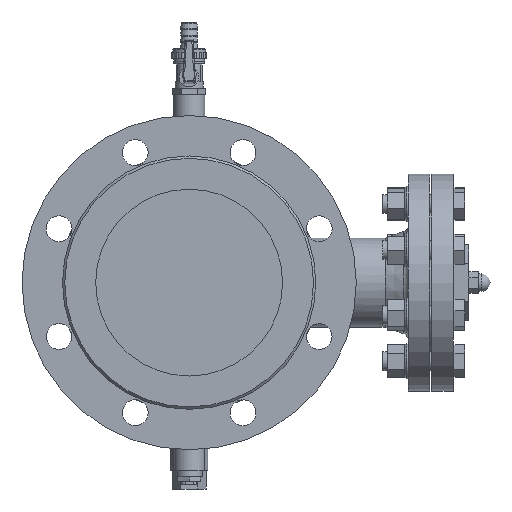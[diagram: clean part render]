
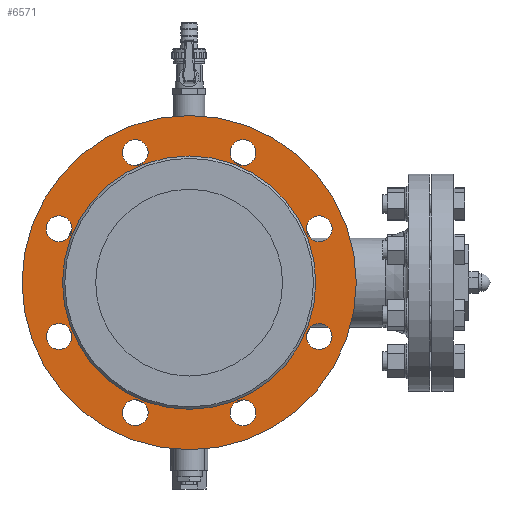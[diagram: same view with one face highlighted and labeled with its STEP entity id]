
A CAD part, left-side view. The second image highlights one B-rep face of the part: STEP entity #6571.
In plain terms, the highlighted planar face has unit normal (-1, 0, 0).
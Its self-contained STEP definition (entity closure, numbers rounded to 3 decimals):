
#275=FACE_BOUND('',#1046,.T.);
#276=FACE_BOUND('',#1047,.T.);
#277=FACE_BOUND('',#1048,.T.);
#278=FACE_BOUND('',#1049,.T.);
#279=FACE_BOUND('',#1050,.T.);
#280=FACE_BOUND('',#1051,.T.);
#281=FACE_BOUND('',#1052,.T.);
#282=FACE_BOUND('',#1053,.T.);
#283=FACE_BOUND('',#1054,.T.);
#525=FACE_OUTER_BOUND('',#1045,.T.);
#1045=EDGE_LOOP('',(#4692));
#1046=EDGE_LOOP('',(#4693));
#1047=EDGE_LOOP('',(#4694));
#1048=EDGE_LOOP('',(#4695));
#1049=EDGE_LOOP('',(#4696));
#1050=EDGE_LOOP('',(#4697));
#1051=EDGE_LOOP('',(#4698));
#1052=EDGE_LOOP('',(#4699));
#1053=EDGE_LOOP('',(#4700));
#1054=EDGE_LOOP('',(#4701));
#1658=CIRCLE('',#7047,11.);
#1659=CIRCLE('',#7049,11.);
#1660=CIRCLE('',#7051,11.);
#1661=CIRCLE('',#7053,11.);
#1662=CIRCLE('',#7055,11.);
#1663=CIRCLE('',#7057,11.);
#1664=CIRCLE('',#7059,11.);
#1665=CIRCLE('',#7061,11.);
#1666=CIRCLE('',#7063,142.5);
#1685=CIRCLE('',#7108,108.);
#3032=VERTEX_POINT('',#10631);
#3033=VERTEX_POINT('',#10634);
#3034=VERTEX_POINT('',#10637);
#3035=VERTEX_POINT('',#10640);
#3036=VERTEX_POINT('',#10643);
#3037=VERTEX_POINT('',#10646);
#3038=VERTEX_POINT('',#10649);
#3039=VERTEX_POINT('',#10652);
#3040=VERTEX_POINT('',#10655);
#3065=VERTEX_POINT('',#10737);
#3685=EDGE_CURVE('',#3032,#3032,#1658,.T.);
#3686=EDGE_CURVE('',#3033,#3033,#1659,.T.);
#3687=EDGE_CURVE('',#3034,#3034,#1660,.T.);
#3688=EDGE_CURVE('',#3035,#3035,#1661,.T.);
#3689=EDGE_CURVE('',#3036,#3036,#1662,.T.);
#3690=EDGE_CURVE('',#3037,#3037,#1663,.T.);
#3691=EDGE_CURVE('',#3038,#3038,#1664,.T.);
#3692=EDGE_CURVE('',#3039,#3039,#1665,.T.);
#3693=EDGE_CURVE('',#3040,#3040,#1666,.T.);
#3724=EDGE_CURVE('',#3065,#3065,#1685,.T.);
#4692=ORIENTED_EDGE('',*,*,#3693,.F.);
#4693=ORIENTED_EDGE('',*,*,#3685,.T.);
#4694=ORIENTED_EDGE('',*,*,#3686,.T.);
#4695=ORIENTED_EDGE('',*,*,#3687,.T.);
#4696=ORIENTED_EDGE('',*,*,#3688,.T.);
#4697=ORIENTED_EDGE('',*,*,#3689,.T.);
#4698=ORIENTED_EDGE('',*,*,#3690,.T.);
#4699=ORIENTED_EDGE('',*,*,#3691,.T.);
#4700=ORIENTED_EDGE('',*,*,#3692,.T.);
#4701=ORIENTED_EDGE('',*,*,#3724,.T.);
#6248=PLANE('',#7107);
#6571=ADVANCED_FACE('',(#525,#275,#276,#277,#278,#279,#280,#281,#282,#283),
#6248,.T.);
#7047=AXIS2_PLACEMENT_3D('',#10632,#7990,#7991);
#7049=AXIS2_PLACEMENT_3D('',#10635,#7994,#7995);
#7051=AXIS2_PLACEMENT_3D('',#10638,#7998,#7999);
#7053=AXIS2_PLACEMENT_3D('',#10641,#8002,#8003);
#7055=AXIS2_PLACEMENT_3D('',#10644,#8006,#8007);
#7057=AXIS2_PLACEMENT_3D('',#10647,#8010,#8011);
#7059=AXIS2_PLACEMENT_3D('',#10650,#8014,#8015);
#7061=AXIS2_PLACEMENT_3D('',#10653,#8018,#8019);
#7063=AXIS2_PLACEMENT_3D('',#10656,#8022,#8023);
#7107=AXIS2_PLACEMENT_3D('',#10736,#8122,#8123);
#7108=AXIS2_PLACEMENT_3D('',#10738,#8124,#8125);
#7990=DIRECTION('center_axis',(1.,0.,0.));
#7991=DIRECTION('ref_axis',(0.,0.707,-0.707));
#7994=DIRECTION('center_axis',(1.,0.,0.));
#7995=DIRECTION('ref_axis',(0.,0.,-1.));
#7998=DIRECTION('center_axis',(1.,0.,0.));
#7999=DIRECTION('ref_axis',(0.,-0.707,-0.707));
#8002=DIRECTION('center_axis',(1.,0.,0.));
#8003=DIRECTION('ref_axis',(0.,-1.,0.));
#8006=DIRECTION('center_axis',(1.,0.,0.));
#8007=DIRECTION('ref_axis',(0.,-0.707,0.707));
#8010=DIRECTION('center_axis',(1.,0.,0.));
#8011=DIRECTION('ref_axis',(0.,0.,1.));
#8014=DIRECTION('center_axis',(1.,0.,0.));
#8015=DIRECTION('ref_axis',(0.,0.707,0.707));
#8018=DIRECTION('center_axis',(1.,0.,0.));
#8019=DIRECTION('ref_axis',(0.,1.,0.));
#8022=DIRECTION('center_axis',(1.,0.,0.));
#8023=DIRECTION('ref_axis',(0.,1.,0.));
#8122=DIRECTION('center_axis',(-1.,0.,0.));
#8123=DIRECTION('ref_axis',(0.,-1.,0.));
#8124=DIRECTION('center_axis',(1.,0.,0.));
#8125=DIRECTION('ref_axis',(0.,1.,0.));
#10631=CARTESIAN_POINT('',(2.,103.087,-38.144));
#10632=CARTESIAN_POINT('Origin',(2.,110.866,-45.922));
#10634=CARTESIAN_POINT('',(2.,45.922,-99.866));
#10635=CARTESIAN_POINT('Origin',(2.,45.922,-110.866));
#10637=CARTESIAN_POINT('',(2.,-38.144,-103.087));
#10638=CARTESIAN_POINT('Origin',(2.,-45.922,-110.866));
#10640=CARTESIAN_POINT('',(2.,-99.866,-45.922));
#10641=CARTESIAN_POINT('Origin',(2.,-110.866,-45.922));
#10643=CARTESIAN_POINT('',(2.,-103.087,38.144));
#10644=CARTESIAN_POINT('Origin',(2.,-110.866,45.922));
#10646=CARTESIAN_POINT('',(2.,-45.922,99.866));
#10647=CARTESIAN_POINT('Origin',(2.,-45.922,110.866));
#10649=CARTESIAN_POINT('',(2.,38.144,103.087));
#10650=CARTESIAN_POINT('Origin',(2.,45.922,110.866));
#10652=CARTESIAN_POINT('',(2.,99.866,45.922));
#10653=CARTESIAN_POINT('Origin',(2.,110.866,45.922));
#10655=CARTESIAN_POINT('',(2.,0.,142.5));
#10656=CARTESIAN_POINT('Origin',(2.,0.,0.));
#10736=CARTESIAN_POINT('Origin',(2.,0.,142.5));
#10737=CARTESIAN_POINT('',(2.,0.,108.));
#10738=CARTESIAN_POINT('Origin',(2.,0.,0.));
